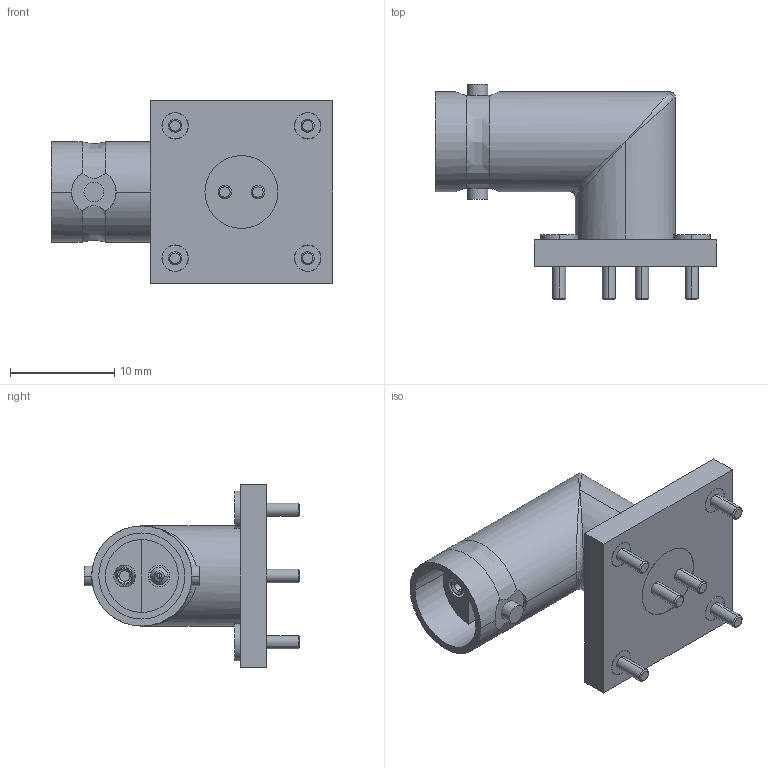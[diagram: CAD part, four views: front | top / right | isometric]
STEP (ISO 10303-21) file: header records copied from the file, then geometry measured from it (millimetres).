
FILE_DESCRIPTION (( 'STEP AP203' ), '1' );
FILE_NAME ('PE44116.step', '2018-12-21T21:03:43', ( '' ), ( '' ), 'SwSTEP 2.0', 'SolidWorks 2017', '' );
FILE_SCHEMA (( 'CONFIG_CONTROL_DESIGN' ));
Length unit declared in the file: inch
Products named in the file (1): PE44116
Bounding box: 26.95 x 20.66 x 17.48 mm (x, y, z)
Volume: 2440.6 mm3; surface area: 2240.6 mm2
Topology: 1 solids, 1 shells, 165 faces, 367 edges, 230 vertices
Faces by surface type: cylinder 81, plane 54, cone 24, bspline 6
Entity records: 5207 total; most frequent: CARTESIAN_POINT 1479, DIRECTION 798, ORIENTED_EDGE 726, EDGE_CURVE 363, AXIS2_PLACEMENT_3D 333, VERTEX_POINT 230, EDGE_LOOP 195, CIRCLE 173
